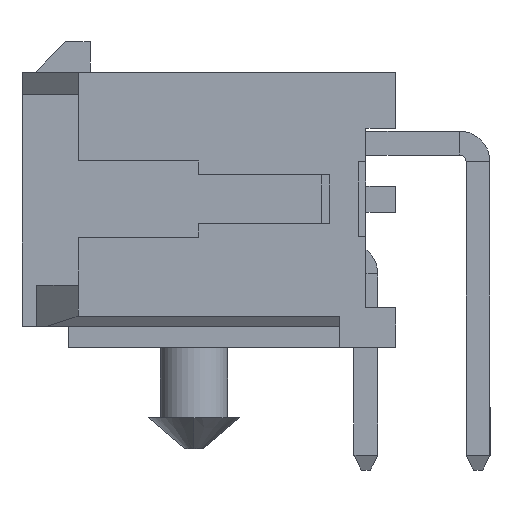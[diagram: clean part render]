
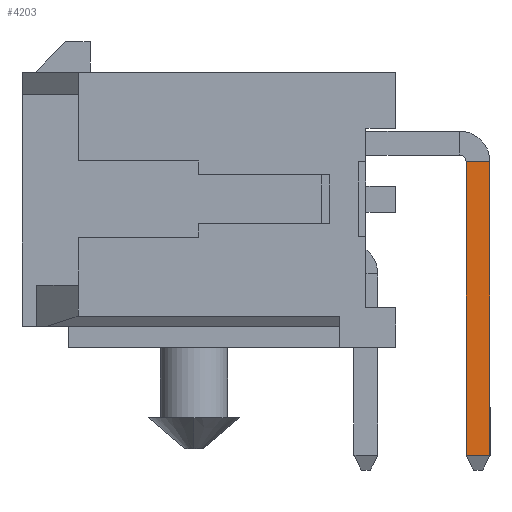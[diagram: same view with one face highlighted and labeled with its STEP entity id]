
A CAD part, left-side view. The second image highlights one B-rep face of the part: STEP entity #4203.
In plain terms, the highlighted planar face has unit normal (-1, 0, 0).
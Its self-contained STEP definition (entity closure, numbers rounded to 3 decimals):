
#518 = CARTESIAN_POINT ( 'NONE',  ( -20.574, 7.266, -0.56 ) ) ;
#1142 = CARTESIAN_POINT ( 'NONE',  ( -20.574, 7.906, -0.56 ) ) ;
#1149 = EDGE_CURVE ( 'NONE', #29153, #1427, #16301, .T. ) ;
#1427 = VERTEX_POINT ( 'NONE', #18755 ) ;
#4054 = EDGE_CURVE ( 'NONE', #13948, #13150, #18678, .T. ) ;
#4203 = ADVANCED_FACE ( 'NONE', ( #8385 ), #10887, .F. ) ;
#6158 = ORIENTED_EDGE ( 'NONE', *, *, #4054, .T. ) ;
#6696 = CARTESIAN_POINT ( 'NONE',  ( -20.574, 7.266, -0.56 ) ) ;
#6735 = DIRECTION ( 'NONE',  ( 0., -1., 0. ) ) ;
#8385 = FACE_OUTER_BOUND ( 'NONE', #15995, .T. ) ;
#8517 = VECTOR ( 'NONE', #14093, 1000. ) ;
#9331 = CARTESIAN_POINT ( 'NONE',  ( -20.574, 7.906, -8.41 ) ) ;
#10046 = DIRECTION ( 'NONE',  ( 0., 0., -1. ) ) ;
#10315 = ORIENTED_EDGE ( 'NONE', *, *, #21884, .F. ) ;
#10719 = ORIENTED_EDGE ( 'NONE', *, *, #15001, .T. ) ;
#10887 = PLANE ( 'NONE',  #14075 ) ;
#11175 = DIRECTION ( 'NONE',  ( 0., 0., -1. ) ) ;
#13059 = LINE ( 'NONE', #1142, #30508 ) ;
#13150 = VERTEX_POINT ( 'NONE', #29835 ) ;
#13895 = CARTESIAN_POINT ( 'NONE',  ( -20.574, 7.266, -0.56 ) ) ;
#13948 = VERTEX_POINT ( 'NONE', #9331 ) ;
#14075 = AXIS2_PLACEMENT_3D ( 'NONE', #13895, #18424, #25457 ) ;
#14093 = DIRECTION ( 'NONE',  ( 0., -1., 0. ) ) ;
#14758 = VECTOR ( 'NONE', #10046, 1000. ) ;
#15001 = EDGE_CURVE ( 'NONE', #29153, #13948, #13059, .T. ) ;
#15995 = EDGE_LOOP ( 'NONE', ( #10719, #6158, #10315, #29461 ) ) ;
#16301 = LINE ( 'NONE', #6696, #8517 ) ;
#18424 = DIRECTION ( 'NONE',  ( 1., 0., 0. ) ) ;
#18678 = LINE ( 'NONE', #30740, #21138 ) ;
#18755 = CARTESIAN_POINT ( 'NONE',  ( -20.574, 7.266, -0.56 ) ) ;
#19488 = CARTESIAN_POINT ( 'NONE',  ( -20.574, 7.906, -0.56 ) ) ;
#21138 = VECTOR ( 'NONE', #6735, 1000. ) ;
#21884 = EDGE_CURVE ( 'NONE', #1427, #13150, #26666, .T. ) ;
#25457 = DIRECTION ( 'NONE',  ( 0., -1., 0. ) ) ;
#26666 = LINE ( 'NONE', #518, #14758 ) ;
#29153 = VERTEX_POINT ( 'NONE', #19488 ) ;
#29461 = ORIENTED_EDGE ( 'NONE', *, *, #1149, .F. ) ;
#29835 = CARTESIAN_POINT ( 'NONE',  ( -20.574, 7.266, -8.41 ) ) ;
#30508 = VECTOR ( 'NONE', #11175, 1000. ) ;
#30740 = CARTESIAN_POINT ( 'NONE',  ( -20.574, 7.266, -8.41 ) ) ;
